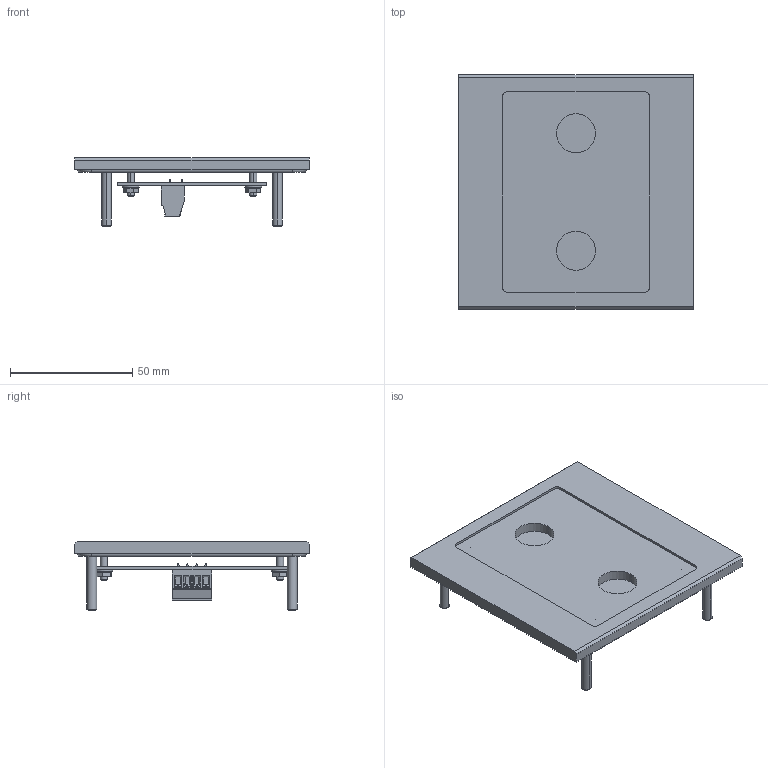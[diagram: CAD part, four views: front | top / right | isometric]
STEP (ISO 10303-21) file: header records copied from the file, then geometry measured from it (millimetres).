
FILE_DESCRIPTION (( 'STEP AP214' ), '1' );
FILE_NAME ('IR30DIM.STEP', '2023-04-17T13:42:34', ( '' ), ( '' ), 'SwSTEP 2.0', 'SolidWorks 2022', '' );
FILE_SCHEMA (( 'AUTOMOTIVE_DESIGN' ));
Length unit declared in the file: millimetre
Products named in the file (8): hex nut style 1 gradeab_iso_ISO - 4032 - M3 - W - C; M3 x 14; Terminal 4P for PCB; Plate; PCB; M4 x 26; IR30DIM; plain washer normal grade a_iso_Washer ISO 7089 - 3
Assembly tree (19 placements, depth 2):
  IR30DIM
    Plate
    M4 x 26  x4
    M3 x 14  x4
    PCB
    plain washer normal grade a_iso_Washer ISO 7089 - 3  x4
    hex nut style 1 gradeab_iso_ISO - 4032 - M3 - W - C  x4
    Terminal 4P for PCB
Bounding box: 96 x 96 x 28 mm (x, y, z)
Volume: 49692.3 mm3; surface area: 38477.4 mm2
Topology: 20 solids, 20 shells, 780 faces, 1947 edges, 1254 vertices
Faces by surface type: plane 435, cylinder 197, cone 100, bspline 40, torus 8
Entity records: 27347 total; most frequent: CARTESIAN_POINT 6248, ORIENTED_EDGE 3238, DIRECTION 2815, EDGE_CURVE 1619, VECTOR 1085, LINE 1085, VERTEX_POINT 1074, AXIS2_PLACEMENT_3D 865
